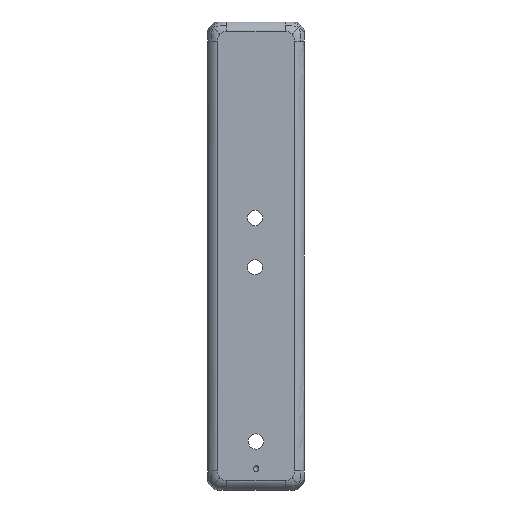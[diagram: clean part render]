
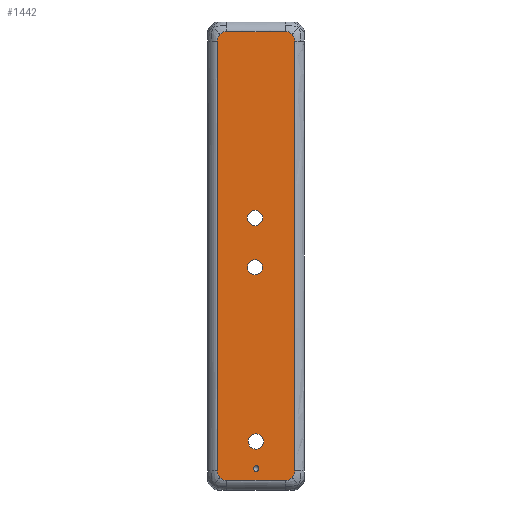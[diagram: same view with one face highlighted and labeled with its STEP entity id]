
A CAD part, left-side view. The second image highlights one B-rep face of the part: STEP entity #1442.
In plain terms, the highlighted planar face has unit normal (-1, 0, 0).
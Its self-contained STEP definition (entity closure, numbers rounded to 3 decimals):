
#27=FACE_BOUND('',#284,.T.);
#28=FACE_BOUND('',#285,.T.);
#29=FACE_BOUND('',#286,.T.);
#30=FACE_BOUND('',#287,.T.);
#43=PLANE('',#1499);
#83=CIRCLE('',#1471,4.999);
#85=CIRCLE('',#1473,4.999);
#86=CIRCLE('',#1474,4.999);
#87=CIRCLE('',#1475,4.999);
#88=CIRCLE('',#1477,1.467);
#94=CIRCLE('',#1491,4.999);
#95=CIRCLE('',#1492,4.999);
#96=CIRCLE('',#1493,4.999);
#98=CIRCLE('',#1495,4.999);
#102=CIRCLE('',#1500,4.);
#103=CIRCLE('',#1501,4.);
#104=CIRCLE('',#1502,4.);
#105=CIRCLE('',#1503,4.);
#189=FACE_OUTER_BOUND('',#283,.T.);
#283=EDGE_LOOP('',(#1209,#1210,#1211,#1212,#1213,#1214,#1215,#1216,#1217,
#1218,#1219,#1220));
#284=EDGE_LOOP('',(#1221));
#285=EDGE_LOOP('',(#1222,#1223));
#286=EDGE_LOOP('',(#1224));
#287=EDGE_LOOP('',(#1225));
#476=B_SPLINE_CURVE_WITH_KNOTS('',3,(#10542,#10543,#10544,#10545),
 .UNSPECIFIED.,.F.,.F.,(4,4),(-0.245,2.835),
 .UNSPECIFIED.);
#477=B_SPLINE_CURVE_WITH_KNOTS('',3,(#10586,#10587,#10588,#10589),
 .UNSPECIFIED.,.F.,.F.,(4,4),(-23.8,-1.2),
 .UNSPECIFIED.);
#479=B_SPLINE_CURVE_WITH_KNOTS('',3,(#10674,#10675,#10676,#10677),
 .UNSPECIFIED.,.F.,.F.,(4,4),(1.2,23.8),
 .UNSPECIFIED.);
#481=B_SPLINE_CURVE_WITH_KNOTS('',3,(#10722,#10723,#10724,#10725),
 .UNSPECIFIED.,.F.,.F.,(4,4),(-3.943,-0.863),
 .UNSPECIFIED.);
#528=VERTEX_POINT('',#5230);
#529=VERTEX_POINT('',#5240);
#552=VERTEX_POINT('',#7032);
#553=VERTEX_POINT('',#7042);
#564=VERTEX_POINT('',#7933);
#565=VERTEX_POINT('',#7943);
#576=VERTEX_POINT('',#8834);
#577=VERTEX_POINT('',#8844);
#578=VERTEX_POINT('',#8854);
#604=VERTEX_POINT('',#9417);
#605=VERTEX_POINT('',#9525);
#606=VERTEX_POINT('',#9633);
#608=VERTEX_POINT('',#9849);
#612=VERTEX_POINT('',#10727);
#613=VERTEX_POINT('',#10728);
#614=VERTEX_POINT('',#10731);
#615=VERTEX_POINT('',#10733);
#684=EDGE_CURVE('',#528,#529,#83,.T.);
#716=EDGE_CURVE('',#552,#553,#85,.T.);
#732=EDGE_CURVE('',#564,#565,#86,.T.);
#748=EDGE_CURVE('',#576,#577,#87,.T.);
#750=EDGE_CURVE('',#578,#578,#88,.T.);
#799=EDGE_CURVE('',#604,#576,#94,.T.);
#801=EDGE_CURVE('',#605,#564,#95,.T.);
#803=EDGE_CURVE('',#606,#552,#96,.T.);
#807=EDGE_CURVE('',#608,#528,#98,.T.);
#824=EDGE_CURVE('',#553,#608,#476,.T.);
#825=EDGE_CURVE('',#529,#605,#477,.T.);
#827=EDGE_CURVE('',#577,#606,#479,.T.);
#829=EDGE_CURVE('',#565,#604,#481,.T.);
#830=EDGE_CURVE('',#612,#613,#102,.T.);
#831=EDGE_CURVE('',#613,#612,#103,.T.);
#832=EDGE_CURVE('',#614,#614,#104,.T.);
#833=EDGE_CURVE('',#615,#615,#105,.T.);
#1209=ORIENTED_EDGE('',*,*,#807,.F.);
#1210=ORIENTED_EDGE('',*,*,#824,.F.);
#1211=ORIENTED_EDGE('',*,*,#716,.F.);
#1212=ORIENTED_EDGE('',*,*,#803,.F.);
#1213=ORIENTED_EDGE('',*,*,#827,.F.);
#1214=ORIENTED_EDGE('',*,*,#748,.F.);
#1215=ORIENTED_EDGE('',*,*,#799,.F.);
#1216=ORIENTED_EDGE('',*,*,#829,.F.);
#1217=ORIENTED_EDGE('',*,*,#732,.F.);
#1218=ORIENTED_EDGE('',*,*,#801,.F.);
#1219=ORIENTED_EDGE('',*,*,#825,.F.);
#1220=ORIENTED_EDGE('',*,*,#684,.F.);
#1221=ORIENTED_EDGE('',*,*,#750,.T.);
#1222=ORIENTED_EDGE('',*,*,#830,.F.);
#1223=ORIENTED_EDGE('',*,*,#831,.F.);
#1224=ORIENTED_EDGE('',*,*,#832,.F.);
#1225=ORIENTED_EDGE('',*,*,#833,.F.);
#1442=ADVANCED_FACE('',(#189,#27,#28,#29,#30),#43,.T.);
#1471=AXIS2_PLACEMENT_3D('',#5241,#1529,#1530);
#1473=AXIS2_PLACEMENT_3D('',#7043,#1533,#1534);
#1474=AXIS2_PLACEMENT_3D('',#7944,#1535,#1536);
#1475=AXIS2_PLACEMENT_3D('',#8845,#1537,#1538);
#1477=AXIS2_PLACEMENT_3D('',#8855,#1541,#1542);
#1491=AXIS2_PLACEMENT_3D('',#9425,#1577,#1578);
#1492=AXIS2_PLACEMENT_3D('',#9533,#1579,#1580);
#1493=AXIS2_PLACEMENT_3D('',#9641,#1581,#1582);
#1495=AXIS2_PLACEMENT_3D('',#9857,#1585,#1586);
#1499=AXIS2_PLACEMENT_3D('',#10726,#1593,#1594);
#1500=AXIS2_PLACEMENT_3D('',#10729,#1595,#1596);
#1501=AXIS2_PLACEMENT_3D('',#10730,#1597,#1598);
#1502=AXIS2_PLACEMENT_3D('',#10732,#1599,#1600);
#1503=AXIS2_PLACEMENT_3D('',#10734,#1601,#1602);
#1529=DIRECTION('center_axis',(1.,0.,0.));
#1530=DIRECTION('ref_axis',(0.,-0.707,0.707));
#1533=DIRECTION('center_axis',(1.,0.,0.));
#1534=DIRECTION('ref_axis',(0.,0.707,0.707));
#1535=DIRECTION('center_axis',(1.,0.,0.));
#1536=DIRECTION('ref_axis',(0.,-0.707,-0.707));
#1537=DIRECTION('center_axis',(1.,0.,0.));
#1538=DIRECTION('ref_axis',(0.,0.707,-0.707));
#1541=DIRECTION('center_axis',(1.,0.,0.));
#1542=DIRECTION('ref_axis',(0.,0.,-1.));
#1577=DIRECTION('center_axis',(1.,0.,0.));
#1578=DIRECTION('ref_axis',(0.,0.707,-0.707));
#1579=DIRECTION('center_axis',(1.,0.,0.));
#1580=DIRECTION('ref_axis',(0.,-0.707,-0.707));
#1581=DIRECTION('center_axis',(1.,0.,0.));
#1582=DIRECTION('ref_axis',(0.,0.707,0.707));
#1585=DIRECTION('center_axis',(1.,0.,0.));
#1586=DIRECTION('ref_axis',(0.,-0.707,0.707));
#1593=DIRECTION('center_axis',(-1.,0.,0.));
#1594=DIRECTION('ref_axis',(0.,-1.,0.));
#1595=DIRECTION('center_axis',(-1.,0.,0.));
#1596=DIRECTION('ref_axis',(0.,-1.,0.));
#1597=DIRECTION('center_axis',(-1.,0.,0.));
#1598=DIRECTION('ref_axis',(0.,-1.,0.));
#1599=DIRECTION('center_axis',(-1.,0.,0.));
#1600=DIRECTION('ref_axis',(0.,-1.,0.));
#1601=DIRECTION('center_axis',(-1.,0.,0.));
#1602=DIRECTION('ref_axis',(0.,-1.,0.));
#5230=CARTESIAN_POINT('',(110.438,-77.19,250.536));
#5240=CARTESIAN_POINT('',(110.438,-78.654,247.001));
#5241=CARTESIAN_POINT('Origin',(110.438,-73.655,247.001));
#7032=CARTESIAN_POINT('',(110.438,-39.319,250.536));
#7042=CARTESIAN_POINT('',(110.438,-42.854,252.));
#7043=CARTESIAN_POINT('Origin',(110.438,-42.854,247.001));
#7933=CARTESIAN_POINT('',(110.438,-77.19,17.464));
#7943=CARTESIAN_POINT('',(110.438,-73.655,16.));
#7944=CARTESIAN_POINT('Origin',(110.438,-73.655,20.999));
#8834=CARTESIAN_POINT('',(110.438,-39.319,17.464));
#8844=CARTESIAN_POINT('',(110.438,-37.854,20.999));
#8845=CARTESIAN_POINT('Origin',(110.438,-42.854,20.999));
#8854=CARTESIAN_POINT('',(110.438,-58.36,23.72));
#8855=CARTESIAN_POINT('Origin',(110.438,-58.36,22.253));
#9417=CARTESIAN_POINT('',(110.438,-42.854,16.));
#9425=CARTESIAN_POINT('Origin',(110.438,-42.854,20.999));
#9525=CARTESIAN_POINT('',(110.438,-78.654,20.999));
#9533=CARTESIAN_POINT('Origin',(110.438,-73.655,20.999));
#9633=CARTESIAN_POINT('',(110.438,-37.854,247.001));
#9641=CARTESIAN_POINT('Origin',(110.438,-42.854,247.001));
#9849=CARTESIAN_POINT('',(110.438,-73.655,252.));
#9857=CARTESIAN_POINT('Origin',(110.438,-73.655,247.001));
#10542=CARTESIAN_POINT('Ctrl Pts',(110.438,-42.854,252.));
#10543=CARTESIAN_POINT('Ctrl Pts',(110.438,-53.121,252.));
#10544=CARTESIAN_POINT('Ctrl Pts',(110.438,-63.388,252.));
#10545=CARTESIAN_POINT('Ctrl Pts',(110.438,-73.655,252.));
#10586=CARTESIAN_POINT('Ctrl Pts',(110.438,-78.654,247.001));
#10587=CARTESIAN_POINT('Ctrl Pts',(110.438,-78.654,171.667));
#10588=CARTESIAN_POINT('Ctrl Pts',(110.438,-78.654,96.333));
#10589=CARTESIAN_POINT('Ctrl Pts',(110.438,-78.654,20.999));
#10674=CARTESIAN_POINT('Ctrl Pts',(110.438,-37.854,20.999));
#10675=CARTESIAN_POINT('Ctrl Pts',(110.438,-37.854,96.333));
#10676=CARTESIAN_POINT('Ctrl Pts',(110.438,-37.854,171.667));
#10677=CARTESIAN_POINT('Ctrl Pts',(110.438,-37.854,247.001));
#10722=CARTESIAN_POINT('Ctrl Pts',(110.438,-73.655,16.));
#10723=CARTESIAN_POINT('Ctrl Pts',(110.438,-63.388,16.));
#10724=CARTESIAN_POINT('Ctrl Pts',(110.438,-53.121,16.));
#10725=CARTESIAN_POINT('Ctrl Pts',(110.438,-42.854,16.));
#10726=CARTESIAN_POINT('Origin',(110.438,-32.854,9.));
#10727=CARTESIAN_POINT('',(110.438,-57.809,40.448));
#10728=CARTESIAN_POINT('',(110.438,-58.67,32.494));
#10729=CARTESIAN_POINT('Origin',(110.438,-58.225,36.469));
#10730=CARTESIAN_POINT('Origin',(110.438,-58.254,36.472));
#10731=CARTESIAN_POINT('',(110.438,-53.738,128.024));
#10732=CARTESIAN_POINT('Origin',(110.438,-57.738,128.024));
#10733=CARTESIAN_POINT('',(110.438,-53.717,153.966));
#10734=CARTESIAN_POINT('Origin',(110.438,-57.717,153.966));
